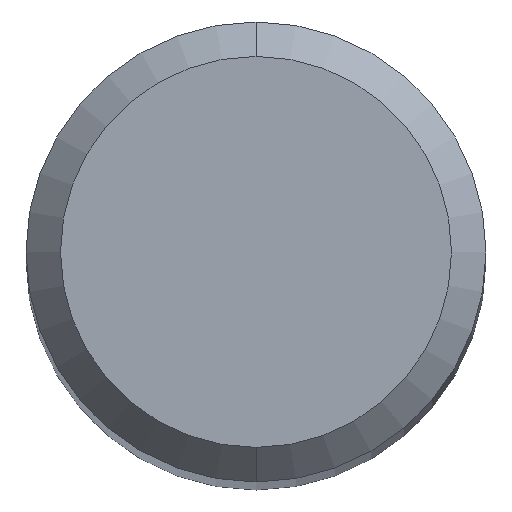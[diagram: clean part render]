
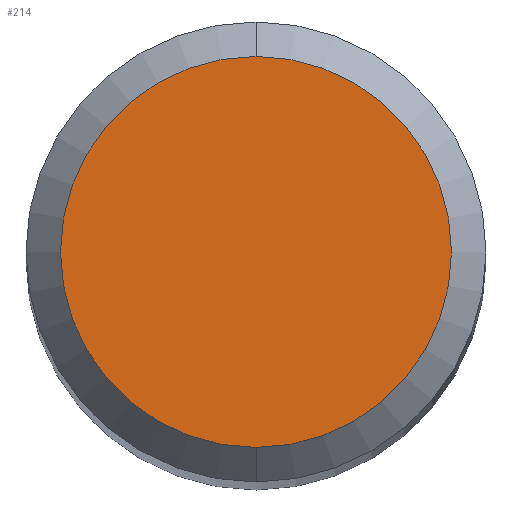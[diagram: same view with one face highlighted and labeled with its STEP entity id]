
A CAD part, top view. The second image highlights one B-rep face of the part: STEP entity #214.
In plain terms, the highlighted planar face has unit normal (0, 0, 1).
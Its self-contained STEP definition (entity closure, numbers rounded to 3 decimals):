
#134=VERTEX_POINT('',#340);
#182=EDGE_CURVE('',#134,#196,#393,.T.);
#196=VERTEX_POINT('',#412);
#214=ADVANCED_FACE('',(#431),#432,.T.);
#250=EDGE_CURVE('',#196,#134,#474,.T.);
#340=CARTESIAN_POINT('',(0.0,1.7,39.2));
#393=CIRCLE('',#634,1.7);
#412=CARTESIAN_POINT('',(0.,-1.7,39.2));
#431=FACE_OUTER_BOUND('',#685,.T.);
#432=PLANE('',#686);
#474=CIRCLE('',#737,1.7);
#634=AXIS2_PLACEMENT_3D('',#904,#905,#906);
#685=EDGE_LOOP('',(#962,#963));
#686=AXIS2_PLACEMENT_3D('',#964,#965,#966);
#737=AXIS2_PLACEMENT_3D('',#1028,#1029,#1030);
#904=CARTESIAN_POINT('',(0.0,0.0,39.2));
#905=DIRECTION('',(0.0,0.0,-1.0));
#906=DIRECTION('',(0.0,1.0,0.0));
#962=ORIENTED_EDGE('',*,*,#182,.F.);
#963=ORIENTED_EDGE('',*,*,#250,.F.);
#964=CARTESIAN_POINT('',(0.0,0.85,39.2));
#965=DIRECTION('',(-0.0,0.0,1.0));
#966=DIRECTION('',(0.0,-1.0,0.0));
#1028=CARTESIAN_POINT('',(0.0,0.0,39.2));
#1029=DIRECTION('',(0.0,0.0,-1.0));
#1030=DIRECTION('',(0.0,1.0,0.0));
